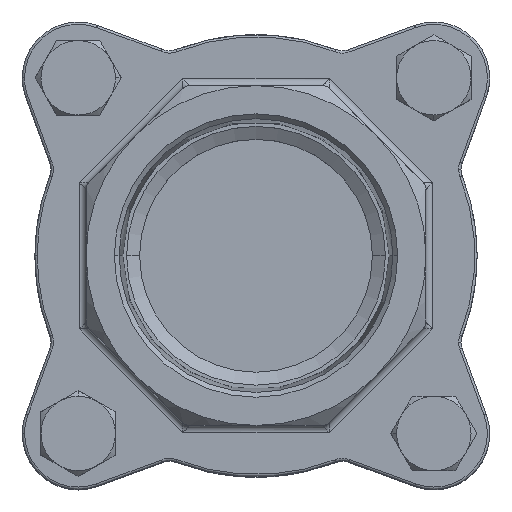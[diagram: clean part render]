
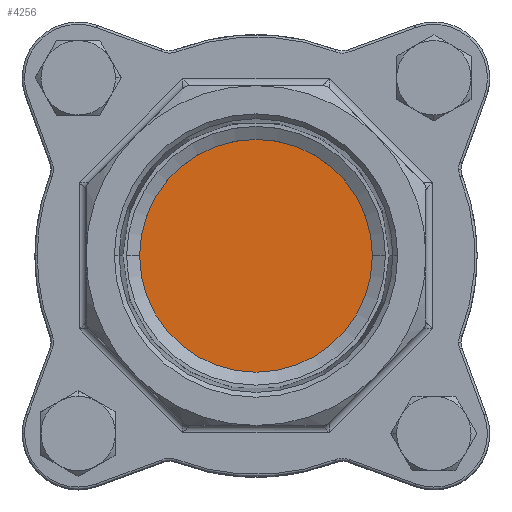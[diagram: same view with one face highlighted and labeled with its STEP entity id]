
A CAD part, top view. The second image highlights one B-rep face of the part: STEP entity #4256.
In plain terms, the highlighted planar face has unit normal (0, 0, 1).
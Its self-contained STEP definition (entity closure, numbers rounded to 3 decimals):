
#250 = CARTESIAN_POINT ( 'NONE',  ( 0., 0., 18.5 ) ) ;
#251 = DIRECTION ( 'NONE',  ( 0., 0., 1. ) ) ;
#252 = DIRECTION ( 'NONE',  ( 1., 0., 0. ) ) ;
#690 = CARTESIAN_POINT ( 'NONE',  ( 0., 0., 18.5 ) ) ;
#691 = DIRECTION ( 'NONE',  ( 0., 0., 1. ) ) ;
#693 = DIRECTION ( 'NONE',  ( 1., 0., 0. ) ) ;
#1260 = CIRCLE ( 'NONE', #8441, 25. ) ;
#1389 = CIRCLE ( 'NONE', #8485, 25. ) ;
#1540 = VERTEX_POINT ( 'NONE', #2787 ) ;
#1559 = VERTEX_POINT ( 'NONE', #2802 ) ;
#1965 = FACE_OUTER_BOUND ( 'NONE', #4886, .T. ) ;
#2446 = AXIS2_PLACEMENT_3D ( 'NONE', #7766, #7775, #7776 ) ;
#2787 = CARTESIAN_POINT ( 'NONE',  ( 25., 0., 18.5 ) ) ;
#2802 = CARTESIAN_POINT ( 'NONE',  ( -25., 0., 18.5 ) ) ;
#3294 = EDGE_CURVE ( 'NONE', #1559, #1540, #1260, .T. ) ;
#3379 = EDGE_CURVE ( 'NONE', #1540, #1559, #1389, .T. ) ;
#4197 = ORIENTED_EDGE ( 'NONE', *, *, #3379, .T. ) ;
#4198 = ORIENTED_EDGE ( 'NONE', *, *, #3294, .T. ) ;
#4256 = ADVANCED_FACE ( 'NONE', ( #1965 ), #7773, .T. ) ;
#4886 = EDGE_LOOP ( 'NONE', ( #4197, #4198 ) ) ;
#7766 = CARTESIAN_POINT ( 'NONE',  ( 0., 0., 18.5 ) ) ;
#7773 = PLANE ( 'NONE',  #2446 ) ;
#7775 = DIRECTION ( 'NONE',  ( 0., 0., 1. ) ) ;
#7776 = DIRECTION ( 'NONE',  ( 1., 0., 0. ) ) ;
#8441 = AXIS2_PLACEMENT_3D ( 'NONE', #250, #251, #252 ) ;
#8485 = AXIS2_PLACEMENT_3D ( 'NONE', #690, #691, #693 ) ;
